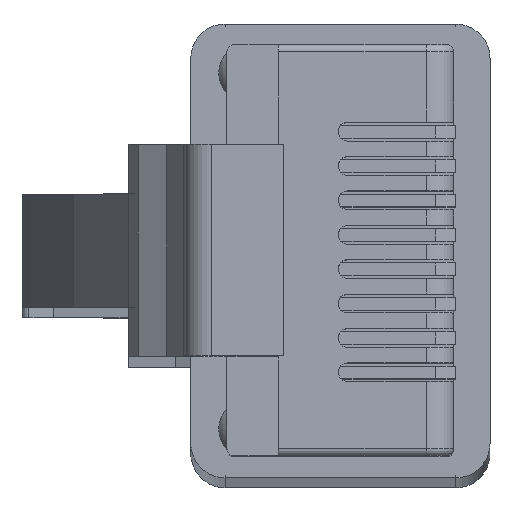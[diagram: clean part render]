
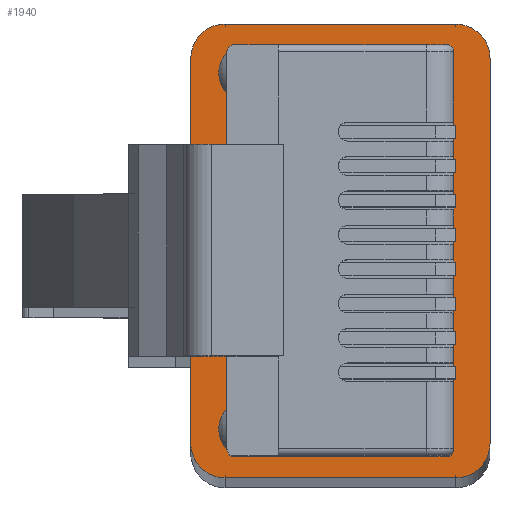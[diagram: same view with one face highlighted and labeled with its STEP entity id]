
A CAD part, top view. The second image highlights one B-rep face of the part: STEP entity #1940.
In plain terms, the highlighted face is planar.
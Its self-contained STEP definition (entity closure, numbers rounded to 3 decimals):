
#10=CARTESIAN_POINT('',(0.,0.,0.));
#20=DIRECTION('',(0.,0.,1.));
#30=DIRECTION('',(1.,0.,0.));
#40=AXIS2_PLACEMENT_3D('',#10,#20,#30);
#50=PLANE('',#40);
#60=CARTESIAN_POINT('',(5.833,1.269,0.));
#70=DIRECTION('',(0.,0.,1.));
#80=DIRECTION('',(1.,0.,0.));
#90=AXIS2_PLACEMENT_3D('',#60,#70,#80);
#100=ELLIPSE('',#90,1.005,1.);
#110=CARTESIAN_POINT('',(4.828,1.269,0.));
#120=VERTEX_POINT('',#110);
#130=CARTESIAN_POINT('',(5.833,0.269,0.));
#140=VERTEX_POINT('',#130);
#150=EDGE_CURVE('',#120,#140,#100,.T.);
#160=ORIENTED_EDGE('',*,*,#150,.F.);
#170=CARTESIAN_POINT('',(0.,0.269,0.));
#180=DIRECTION('',(1.,0.,0.));
#190=VECTOR('',#180,1.);
#200=LINE('',#170,#190);
#210=CARTESIAN_POINT('',(17.023,0.269,0.));
#220=VERTEX_POINT('',#210);
#230=EDGE_CURVE('',#140,#220,#200,.T.);
#240=ORIENTED_EDGE('',*,*,#230,.F.);
#250=CARTESIAN_POINT('',(17.023,1.269,0.));
#260=DIRECTION('',(0.,0.,1.));
#270=DIRECTION('',(1.,0.,0.));
#280=AXIS2_PLACEMENT_3D('',#250,#260,#270);
#290=ELLIPSE('',#280,1.005,1.);
#300=CARTESIAN_POINT('',(18.028,1.269,0.));
#310=VERTEX_POINT('',#300);
#320=EDGE_CURVE('',#220,#310,#290,.T.);
#330=ORIENTED_EDGE('',*,*,#320,.F.);
#340=CARTESIAN_POINT('',(18.028,0.,0.));
#350=DIRECTION('',(0.,1.,0.));
#360=VECTOR('',#350,1.);
#370=LINE('',#340,#360);
#380=CARTESIAN_POINT('',(18.028,7.969,
0.));
#390=VERTEX_POINT('',#380);
#400=EDGE_CURVE('',#310,#390,#370,.T.);
#410=ORIENTED_EDGE('',*,*,#400,.F.);
#420=CARTESIAN_POINT('',(17.023,7.969,0.));
#430=DIRECTION('',(0.,0.,1.));
#440=DIRECTION('',(1.,0.,0.));
#450=AXIS2_PLACEMENT_3D('',#420,#430,#440);
#460=ELLIPSE('',#450,1.005,1.);
#470=CARTESIAN_POINT('',(17.023,8.969,0.));
#480=VERTEX_POINT('',#470);
#490=EDGE_CURVE('',#390,#480,#460,.T.);
#500=ORIENTED_EDGE('',*,*,#490,.F.);
#510=CARTESIAN_POINT('',(0.,8.969,-0.));
#520=DIRECTION('',(-1.,0.,0.));
#530=VECTOR('',#520,1.);
#540=LINE('',#510,#530);
#550=CARTESIAN_POINT('',(13.928,8.969,-0.));
#560=VERTEX_POINT('',#550);
#570=EDGE_CURVE('',#480,#560,#540,.T.);
#580=ORIENTED_EDGE('',*,*,#570,.F.);
#590=CARTESIAN_POINT('',(13.928,0.,-0.));
#600=DIRECTION('',(0.,-1.,0.));
#610=VECTOR('',#600,1.);
#620=LINE('',#590,#610);
#630=CARTESIAN_POINT('',(13.928,7.919,-0.));
#640=VERTEX_POINT('',#630);
#650=EDGE_CURVE('',#560,#640,#620,.T.);
#660=ORIENTED_EDGE('',*,*,#650,.F.);
#670=CARTESIAN_POINT('',(0.,7.919,0.));
#680=DIRECTION('',(1.,0.,0.));
#690=VECTOR('',#680,1.);
#700=LINE('',#670,#690);
#710=CARTESIAN_POINT('',(16.022,7.919,0.));
#720=VERTEX_POINT('',#710);
#730=EDGE_CURVE('',#640,#720,#700,.T.);
#740=ORIENTED_EDGE('',*,*,#730,.F.);
#750=CARTESIAN_POINT('',(16.603,7.319,0.));
#760=DIRECTION('',(0.,0.,1.));
#770=DIRECTION('',(-1.,0.,0.));
#780=AXIS2_PLACEMENT_3D('',#750,#760,#770);
#790=CIRCLE('',#780,0.835);
#800=CARTESIAN_POINT('',(17.184,7.919,0.));
#810=VERTEX_POINT('',#800);
#820=EDGE_CURVE('',#810,#720,#790,.T.);
#830=ORIENTED_EDGE('',*,*,#820,.T.);
#840=CARTESIAN_POINT('',(17.203,7.919,0.));
#850=VERTEX_POINT('',#840);
#860=EDGE_CURVE('',#810,#850,#700,.T.);
#870=ORIENTED_EDGE('',*,*,#860,.F.);
#880=CARTESIAN_POINT('',(17.203,7.719,0.));
#890=DIRECTION('',(0.,0.,-1.));
#900=DIRECTION('',(1.,0.,0.));
#910=AXIS2_PLACEMENT_3D('',#880,#890,#900);
#920=CIRCLE('',#910,0.2);
#930=CARTESIAN_POINT('',(17.403,7.719,0.));
#940=VERTEX_POINT('',#930);
#950=EDGE_CURVE('',#850,#940,#920,.T.);
#960=ORIENTED_EDGE('',*,*,#950,.F.);
#970=CARTESIAN_POINT('',(17.403,0.,0.));
#980=DIRECTION('',(0.,1.,0.));
#990=VECTOR('',#980,1.);
#1000=LINE('',#970,#990);
#1010=CARTESIAN_POINT('',(17.403,1.519,0.));
#1020=VERTEX_POINT('',#1010);
#1030=EDGE_CURVE('',#1020,#940,#1000,.T.);
#1040=ORIENTED_EDGE('',*,*,#1030,.T.);
#1050=CARTESIAN_POINT('',(17.203,1.519,0.));
#1060=DIRECTION('',(0.,0.,-1.));
#1070=DIRECTION('',(1.,0.,0.));
#1080=AXIS2_PLACEMENT_3D('',#1050,#1060,#1070);
#1090=CIRCLE('',#1080,0.2);
#1100=CARTESIAN_POINT('',(17.203,1.319,0.));
#1110=VERTEX_POINT('',#1100);
#1120=EDGE_CURVE('',#1020,#1110,#1090,.T.);
#1130=ORIENTED_EDGE('',*,*,#1120,.F.);
#1140=CARTESIAN_POINT('',(0.,1.319,0.));
#1150=DIRECTION('',(-1.,0.,0.));
#1160=VECTOR('',#1150,1.);
#1170=LINE('',#1140,#1160);
#1180=CARTESIAN_POINT('',(5.653,1.319,0.));
#1190=VERTEX_POINT('',#1180);
#1200=EDGE_CURVE('',#1110,#1190,#1170,.T.);
#1210=ORIENTED_EDGE('',*,*,#1200,.F.);
#1220=CARTESIAN_POINT('',(5.653,1.519,0.));
#1230=DIRECTION('',(0.,0.,1.));
#1240=DIRECTION('',(-1.,0.,0.));
#1250=AXIS2_PLACEMENT_3D('',#1220,#1230,#1240);
#1260=CIRCLE('',#1250,0.2);
#1270=CARTESIAN_POINT('',(5.453,1.519,0.));
#1280=VERTEX_POINT('',#1270);
#1290=EDGE_CURVE('',#1280,#1190,#1260,.T.);
#1300=ORIENTED_EDGE('',*,*,#1290,.T.);
#1310=CARTESIAN_POINT('',(5.453,0.,0.));
#1320=DIRECTION('',(0.,1.,0.));
#1330=VECTOR('',#1320,1.);
#1340=LINE('',#1310,#1330);
#1350=CARTESIAN_POINT('',(5.453,7.719,0.));
#1360=VERTEX_POINT('',#1350);
#1370=EDGE_CURVE('',#1280,#1360,#1340,.T.);
#1380=ORIENTED_EDGE('',*,*,#1370,.F.);
#1390=CARTESIAN_POINT('',(5.653,7.719,0.));
#1400=DIRECTION('',(0.,0.,1.));
#1410=DIRECTION('',(-1.,0.,0.));
#1420=AXIS2_PLACEMENT_3D('',#1390,#1400,#1410);
#1430=CIRCLE('',#1420,0.2);
#1440=CARTESIAN_POINT('',(5.653,7.919,0.));
#1450=VERTEX_POINT('',#1440);
#1460=EDGE_CURVE('',#1450,#1360,#1430,.T.);
#1470=ORIENTED_EDGE('',*,*,#1460,.T.);
#1480=CARTESIAN_POINT('',(5.672,7.919,0.));
#1490=VERTEX_POINT('',#1480);
#1500=EDGE_CURVE('',#1450,#1490,#700,.T.);
#1510=ORIENTED_EDGE('',*,*,#1500,.F.);
#1520=CARTESIAN_POINT('',(6.253,7.319,0.));
#1530=DIRECTION('',(0.,0.,1.));
#1540=DIRECTION('',(-1.,0.,0.));
#1550=AXIS2_PLACEMENT_3D('',#1520,#1530,#1540);
#1560=CIRCLE('',#1550,0.835);
#1570=CARTESIAN_POINT('',(6.834,7.919,0.));
#1580=VERTEX_POINT('',#1570);
#1590=EDGE_CURVE('',#1580,#1490,#1560,.T.);
#1600=ORIENTED_EDGE('',*,*,#1590,.T.);
#1610=CARTESIAN_POINT('',(8.928,7.919,-0.));
#1620=VERTEX_POINT('',#1610);
#1630=EDGE_CURVE('',#1580,#1620,#700,.T.);
#1640=ORIENTED_EDGE('',*,*,#1630,.F.);
#1650=CARTESIAN_POINT('',(8.928,0.,0.));
#1660=DIRECTION('',(-0.,1.,0.));
#1670=VECTOR('',#1660,1.);
#1680=LINE('',#1650,#1670);
#1690=CARTESIAN_POINT('',(8.928,8.969,-0.));
#1700=VERTEX_POINT('',#1690);
#1710=EDGE_CURVE('',#1620,#1700,#1680,.T.);
#1720=ORIENTED_EDGE('',*,*,#1710,.F.);
#1730=CARTESIAN_POINT('',(5.833,8.969,
0.));
#1740=VERTEX_POINT('',#1730);
#1750=EDGE_CURVE('',#1700,#1740,#540,.T.);
#1760=ORIENTED_EDGE('',*,*,#1750,.F.);
#1770=CARTESIAN_POINT('',(5.833,7.969,0.));
#1780=DIRECTION('',(0.,0.,1.));
#1790=DIRECTION('',(1.,0.,0.));
#1800=AXIS2_PLACEMENT_3D('',#1770,#1780,#1790);
#1810=ELLIPSE('',#1800,1.005,1.);
#1820=CARTESIAN_POINT('',(4.828,7.969,
0.));
#1830=VERTEX_POINT('',#1820);
#1840=EDGE_CURVE('',#1740,#1830,#1810,.T.);
#1850=ORIENTED_EDGE('',*,*,#1840,.F.);
#1860=CARTESIAN_POINT('',(4.828,0.,0.));
#1870=DIRECTION('',(0.,-1.,0.));
#1880=VECTOR('',#1870,1.);
#1890=LINE('',#1860,#1880);
#1900=EDGE_CURVE('',#1830,#120,#1890,.T.);
#1910=ORIENTED_EDGE('',*,*,#1900,.F.);
#1920=EDGE_LOOP('',(#1910,#1850,#1760,#1720,#1640,#1600,#1510,#1470,
#1380,#1300,#1210,#1130,#1040,#960,#870,#830,#740,#660,#580,#500,#410,
#330,#240,#160));
#1930=FACE_OUTER_BOUND('',#1920,.T.);
#1940=ADVANCED_FACE('',(#1930),#50,.F.);
